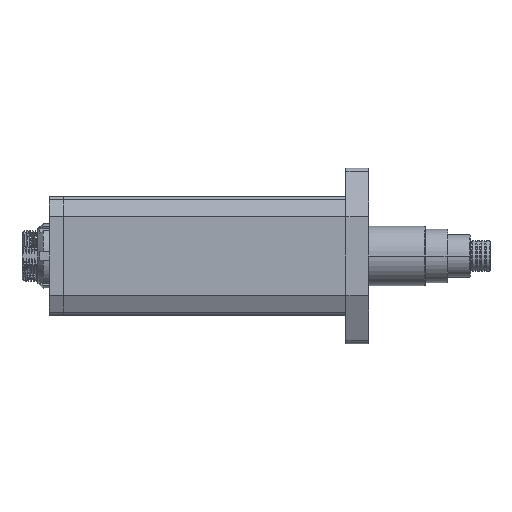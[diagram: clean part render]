
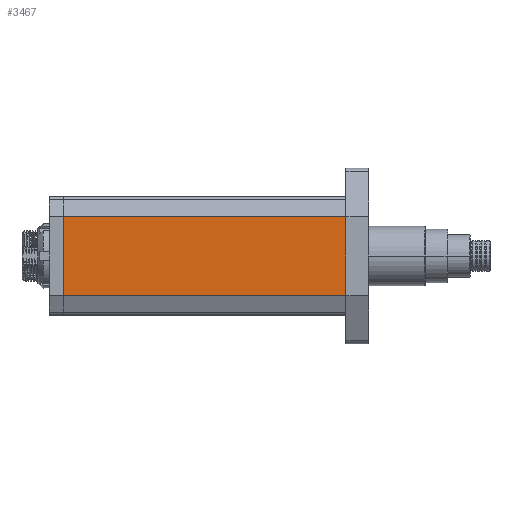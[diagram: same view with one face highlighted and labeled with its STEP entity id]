
A CAD part, front view. The second image highlights one B-rep face of the part: STEP entity #3467.
In plain terms, the highlighted planar face has unit normal (0, -1, 0).
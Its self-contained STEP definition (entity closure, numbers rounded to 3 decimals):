
#49 = AXIS2_PLACEMENT_3D ( 'NONE', #2152, #10945, #6197 ) ;
#394 = VERTEX_POINT ( 'NONE', #4321 ) ;
#936 = VECTOR ( 'NONE', #8935, 1000. ) ;
#967 = PLANE ( 'NONE',  #49 ) ;
#1009 = CARTESIAN_POINT ( 'NONE',  ( -116., -16., -13.889 ) ) ;
#1582 = VECTOR ( 'NONE', #12520, 1000. ) ;
#1632 = DIRECTION ( 'NONE',  ( 0., 0., 1. ) ) ;
#1959 = FACE_OUTER_BOUND ( 'NONE', #3180, .T. ) ;
#2152 = CARTESIAN_POINT ( 'NONE',  ( -116., -16., -13.889 ) ) ;
#2333 = EDGE_CURVE ( 'NONE', #394, #3027, #6784, .T. ) ;
#3027 = VERTEX_POINT ( 'NONE', #7405 ) ;
#3180 = EDGE_LOOP ( 'NONE', ( #9706, #5711, #9468, #12697 ) ) ;
#3467 = ADVANCED_FACE ( 'NONE', ( #1959 ), #967, .F. ) ;
#4165 = LINE ( 'NONE', #4403, #7302 ) ;
#4321 = CARTESIAN_POINT ( 'NONE',  ( -16., -16., -13.889 ) ) ;
#4403 = CARTESIAN_POINT ( 'NONE',  ( -116., -16., 13.889 ) ) ;
#4683 = VECTOR ( 'NONE', #1632, 1000. ) ;
#5213 = LINE ( 'NONE', #9256, #1582 ) ;
#5568 = EDGE_CURVE ( 'NONE', #7282, #5924, #11098, .T. ) ;
#5711 = ORIENTED_EDGE ( 'NONE', *, *, #11449, .F. ) ;
#5924 = VERTEX_POINT ( 'NONE', #10092 ) ;
#6197 = DIRECTION ( 'NONE',  ( 0., 0., -1. ) ) ;
#6784 = LINE ( 'NONE', #6857, #4683 ) ;
#6857 = CARTESIAN_POINT ( 'NONE',  ( -16., -16., -13.889 ) ) ;
#7100 = EDGE_CURVE ( 'NONE', #7282, #394, #5213, .T. ) ;
#7282 = VERTEX_POINT ( 'NONE', #1009 ) ;
#7302 = VECTOR ( 'NONE', #10242, 1000. ) ;
#7405 = CARTESIAN_POINT ( 'NONE',  ( -16., -16., 13.889 ) ) ;
#8935 = DIRECTION ( 'NONE',  ( 0., 0., 1. ) ) ;
#9200 = CARTESIAN_POINT ( 'NONE',  ( -116., -16., -13.889 ) ) ;
#9256 = CARTESIAN_POINT ( 'NONE',  ( -116., -16., -13.889 ) ) ;
#9468 = ORIENTED_EDGE ( 'NONE', *, *, #5568, .F. ) ;
#9706 = ORIENTED_EDGE ( 'NONE', *, *, #2333, .T. ) ;
#10092 = CARTESIAN_POINT ( 'NONE',  ( -116., -16., 13.889 ) ) ;
#10242 = DIRECTION ( 'NONE',  ( 1., 0., 0. ) ) ;
#10945 = DIRECTION ( 'NONE',  ( 0., 1., 0. ) ) ;
#11098 = LINE ( 'NONE', #9200, #936 ) ;
#11449 = EDGE_CURVE ( 'NONE', #5924, #3027, #4165, .T. ) ;
#12520 = DIRECTION ( 'NONE',  ( 1., 0., 0. ) ) ;
#12697 = ORIENTED_EDGE ( 'NONE', *, *, #7100, .T. ) ;
